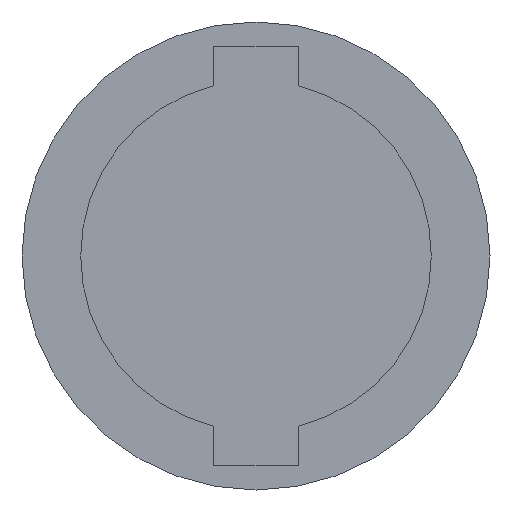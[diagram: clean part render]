
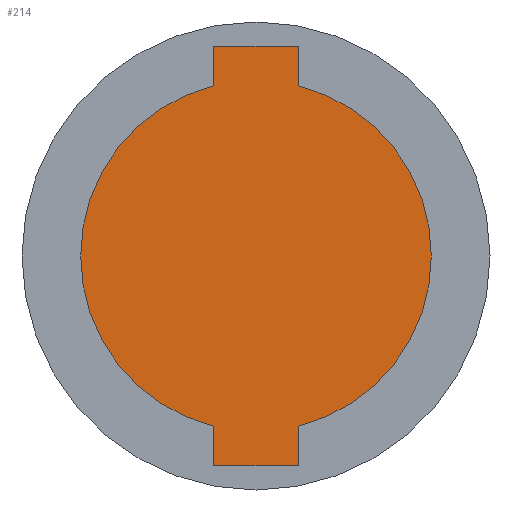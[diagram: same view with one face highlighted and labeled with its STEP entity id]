
A CAD part, left-side view. The second image highlights one B-rep face of the part: STEP entity #214.
In plain terms, the highlighted planar face has unit normal (-1, 0, 0).
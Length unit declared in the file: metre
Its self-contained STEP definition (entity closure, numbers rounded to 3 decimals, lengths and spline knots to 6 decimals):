
#14=LINE('',#322,#34);
#18=LINE('',#331,#38);
#25=LINE('',#350,#45);
#27=LINE('',#354,#47);
#29=LINE('',#358,#49);
#32=LINE('',#366,#52);
#34=VECTOR('',#261,1.);
#38=VECTOR('',#267,1.);
#45=VECTOR('',#286,1.);
#47=VECTOR('',#290,1.);
#49=VECTOR('',#294,1.);
#52=VECTOR('',#303,1.);
#60=PLANE('',#246);
#105=ORIENTED_EDGE('',*,*,#141,.F.);
#106=ORIENTED_EDGE('',*,*,#139,.T.);
#107=ORIENTED_EDGE('',*,*,#137,.T.);
#108=ORIENTED_EDGE('',*,*,#135,.T.);
#109=ORIENTED_EDGE('',*,*,#133,.T.);
#110=ORIENTED_EDGE('',*,*,#125,.T.);
#111=ORIENTED_EDGE('',*,*,#119,.F.);
#112=ORIENTED_EDGE('',*,*,#123,.F.);
#119=EDGE_CURVE('',#145,#147,#14,.T.);
#123=EDGE_CURVE('',#149,#145,#18,.T.);
#125=EDGE_CURVE('',#151,#147,#164,.T.);
#133=EDGE_CURVE('',#157,#151,#25,.T.);
#135=EDGE_CURVE('',#158,#157,#27,.T.);
#137=EDGE_CURVE('',#159,#158,#29,.T.);
#139=EDGE_CURVE('',#160,#159,#167,.T.);
#141=EDGE_CURVE('',#160,#149,#32,.T.);
#145=VERTEX_POINT('',#320);
#147=VERTEX_POINT('',#323);
#149=VERTEX_POINT('',#329);
#151=VERTEX_POINT('',#335);
#157=VERTEX_POINT('',#351);
#158=VERTEX_POINT('',#355);
#159=VERTEX_POINT('',#359);
#160=VERTEX_POINT('',#363);
#164=CIRCLE('',#236,0.014275);
#167=CIRCLE('',#244,0.014275);
#181=EDGE_LOOP('',(#105,#106,#107,#108,#109,#110,#111,#112));
#197=FACE_BOUND('',#181,.T.);
#214=ADVANCED_FACE('',(#197),#60,.F.);
#236=AXIS2_PLACEMENT_3D('',#334,#271,#272);
#244=AXIS2_PLACEMENT_3D('',#362,#298,#299);
#246=AXIS2_PLACEMENT_3D('',#367,#304,#305);
#261=DIRECTION('',(0.,0.,1.));
#267=DIRECTION('',(0.,1.,0.));
#271=DIRECTION('',(-1.,0.,0.));
#272=DIRECTION('',(0.,0.,1.));
#286=DIRECTION('',(0.,0.,-1.));
#290=DIRECTION('',(0.,1.,0.));
#294=DIRECTION('',(0.,0.,1.));
#298=DIRECTION('',(-1.,0.,0.));
#299=DIRECTION('',(0.,0.,1.));
#303=DIRECTION('',(0.,0.,-1.));
#304=DIRECTION('',(1.,0.,0.));
#305=DIRECTION('',(0.,1.,0.));
#320=CARTESIAN_POINT('',(0.092748,0.003429,-0.017086));
#322=CARTESIAN_POINT('',(0.092748,0.003429,-0.015471));
#323=CARTESIAN_POINT('',(0.092748,0.003429,-0.013857));
#329=CARTESIAN_POINT('',(0.092748,-0.003429,-0.017086));
#331=CARTESIAN_POINT('',(0.092748,0.,-0.017086));
#334=CARTESIAN_POINT('',(0.092748,0.,0.));
#335=CARTESIAN_POINT('',(0.092748,0.003429,0.013857));
#350=CARTESIAN_POINT('',(0.092748,0.003429,0.015471));
#351=CARTESIAN_POINT('',(0.092748,0.003429,0.017086));
#354=CARTESIAN_POINT('',(0.092748,0.,0.017086));
#355=CARTESIAN_POINT('',(0.092748,-0.003429,0.017086));
#358=CARTESIAN_POINT('',(0.092748,-0.003429,0.015471));
#359=CARTESIAN_POINT('',(0.092748,-0.003429,0.013857));
#362=CARTESIAN_POINT('',(0.092748,0.,0.));
#363=CARTESIAN_POINT('',(0.092748,-0.003429,-0.013857));
#366=CARTESIAN_POINT('',(0.092748,-0.003429,-0.015471));
#367=CARTESIAN_POINT('',(0.092748,0.,0.));
